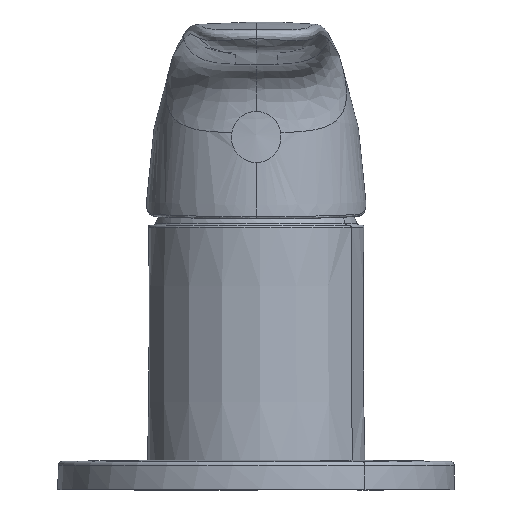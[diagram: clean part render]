
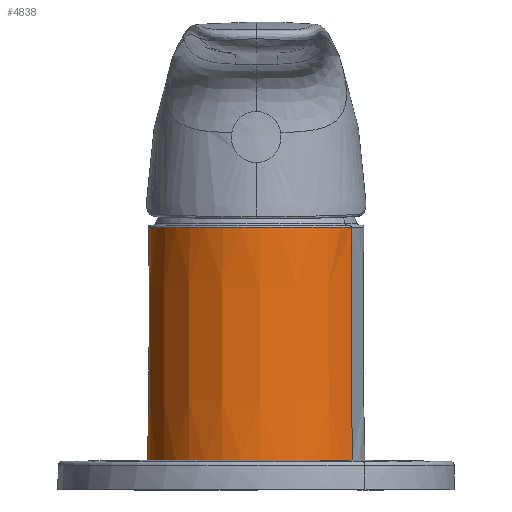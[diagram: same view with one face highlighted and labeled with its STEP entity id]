
A CAD part, front view. The second image highlights one B-rep face of the part: STEP entity #4838.
In plain terms, the highlighted conical face has half-angle 0.25 degrees and reference radius 24.42 mm.
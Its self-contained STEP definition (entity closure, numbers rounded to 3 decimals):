
#160 = VECTOR ( 'NONE', #2246, 1000. ) ;
#470 = DIRECTION ( 'NONE',  ( 0., 0., -1. ) ) ;
#583 = CARTESIAN_POINT ( 'NONE',  ( -32.936, 72.533, 121.589 ) ) ;
#956 = CARTESIAN_POINT ( 'NONE',  ( -33.139, 72.642, 174.392 ) ) ;
#964 = EDGE_CURVE ( 'NONE', #7854, #6574, #8647, .T. ) ;
#1070 = CARTESIAN_POINT ( 'NONE',  ( -33.139, 72.642, 174.392 ) ) ;
#1264 = DIRECTION ( 'NONE',  ( 0., 0., 1. ) ) ;
#1372 = ORIENTED_EDGE ( 'NONE', *, *, #964, .T. ) ;
#2040 = EDGE_CURVE ( 'NONE', #3463, #6574, #8478, .T. ) ;
#2246 = DIRECTION ( 'NONE',  ( -0.004, 0.002, -1. ) ) ;
#2508 = ORIENTED_EDGE ( 'NONE', *, *, #3061, .T. ) ;
#2632 = CARTESIAN_POINT ( 'NONE',  ( -54.662, 84.179, 174.392 ) ) ;
#3049 = CARTESIAN_POINT ( 'NONE',  ( -54.662, 84.179, 121.589 ) ) ;
#3061 = EDGE_CURVE ( 'NONE', #7706, #7854, #4535, .T. ) ;
#3093 = DIRECTION ( 'NONE',  ( -1., 0., 0. ) ) ;
#3228 = CARTESIAN_POINT ( 'NONE',  ( -76.184, 95.717, 174.392 ) ) ;
#3463 = VERTEX_POINT ( 'NONE', #1070 ) ;
#4075 = EDGE_CURVE ( 'NONE', #7706, #3463, #5142, .T. ) ;
#4230 = CARTESIAN_POINT ( 'NONE',  ( -76.387, 95.826, 121.589 ) ) ;
#4535 = LINE ( 'NONE', #6449, #160 ) ;
#4641 = AXIS2_PLACEMENT_3D ( 'NONE', #2632, #470, #6095 ) ;
#4838 = ADVANCED_FACE ( 'NONE', ( #6030 ), #5598, .T. ) ;
#5142 = CIRCLE ( 'NONE', #6962, 24.42 ) ;
#5436 = CARTESIAN_POINT ( 'NONE',  ( -54.662, 84.179, 174.392 ) ) ;
#5598 = CONICAL_SURFACE ( 'NONE', #4641, 24.42, 0.004 ) ;
#5883 = DIRECTION ( 'NONE',  ( 0., 0., 1. ) ) ;
#6030 = FACE_OUTER_BOUND ( 'NONE', #7580, .T. ) ;
#6095 = DIRECTION ( 'NONE',  ( 0.881, -0.472, 0. ) ) ;
#6147 = DIRECTION ( 'NONE',  ( -0.547, 0.837, 0. ) ) ;
#6449 = CARTESIAN_POINT ( 'NONE',  ( -76.184, 95.717, 174.392 ) ) ;
#6574 = VERTEX_POINT ( 'NONE', #583 ) ;
#6843 = VECTOR ( 'NONE', #7184, 1000. ) ;
#6962 = AXIS2_PLACEMENT_3D ( 'NONE', #5436, #1264, #6147 ) ;
#7039 = ORIENTED_EDGE ( 'NONE', *, *, #2040, .F. ) ;
#7184 = DIRECTION ( 'NONE',  ( 0.004, -0.002, -1. ) ) ;
#7326 = ORIENTED_EDGE ( 'NONE', *, *, #4075, .F. ) ;
#7580 = EDGE_LOOP ( 'NONE', ( #7326, #2508, #1372, #7039 ) ) ;
#7706 = VERTEX_POINT ( 'NONE', #3228 ) ;
#7854 = VERTEX_POINT ( 'NONE', #4230 ) ;
#7924 = AXIS2_PLACEMENT_3D ( 'NONE', #3049, #5883, #3093 ) ;
#8478 = LINE ( 'NONE', #956, #6843 ) ;
#8647 = CIRCLE ( 'NONE', #7924, 24.65 ) ;
